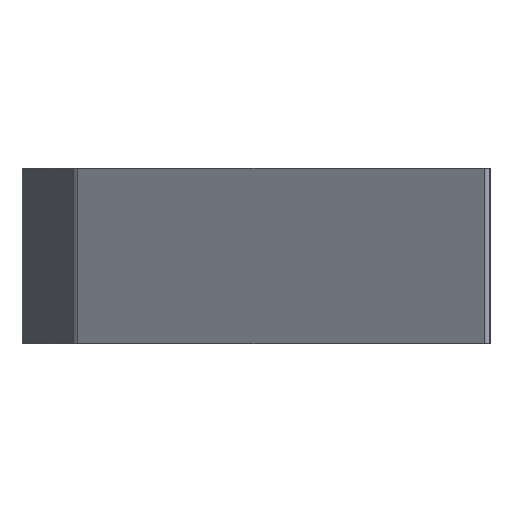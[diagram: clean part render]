
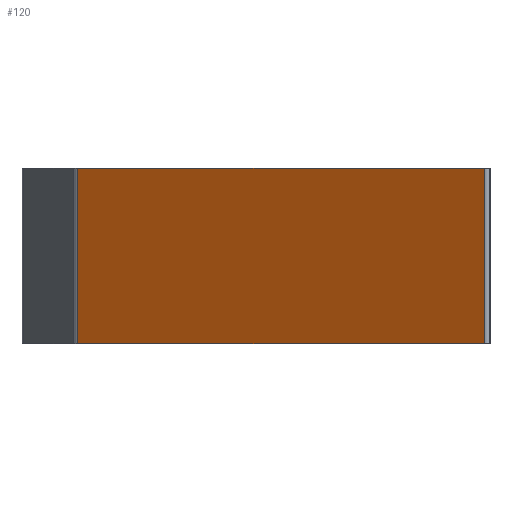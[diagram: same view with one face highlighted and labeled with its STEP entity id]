
A CAD part, front view. The second image highlights one B-rep face of the part: STEP entity #120.
In plain terms, the highlighted planar face has unit normal (-0.574, -0.819, 0).
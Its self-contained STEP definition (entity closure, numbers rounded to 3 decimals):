
#53=FACE_OUTER_BOUND('',#176,.T.);
#74=LINE('',#683,#98);
#75=LINE('',#686,#99);
#76=LINE('',#688,#100);
#77=LINE('',#690,#101);
#98=VECTOR('',#518,1.);
#99=VECTOR('',#519,1.);
#100=VECTOR('',#520,1.);
#101=VECTOR('',#521,1.);
#120=ADVANCED_FACE('',(#53),#133,.F.);
#133=PLANE('',#427);
#176=EDGE_LOOP('',(#227,#228,#229,#230));
#227=ORIENTED_EDGE('',*,*,#335,.F.);
#228=ORIENTED_EDGE('',*,*,#336,.T.);
#229=ORIENTED_EDGE('',*,*,#337,.F.);
#230=ORIENTED_EDGE('',*,*,#338,.T.);
#297=VERTEX_POINT('',#684);
#298=VERTEX_POINT('',#685);
#299=VERTEX_POINT('',#687);
#300=VERTEX_POINT('',#689);
#335=EDGE_CURVE('',#297,#298,#74,.T.);
#336=EDGE_CURVE('',#297,#299,#75,.T.);
#337=EDGE_CURVE('',#300,#299,#76,.T.);
#338=EDGE_CURVE('',#300,#298,#77,.T.);
#427=AXIS2_PLACEMENT_3D('',#691,#522,#523);
#518=DIRECTION('',(0.,0.,1.));
#519=DIRECTION('',(0.819,-0.574,0.));
#520=DIRECTION('',(0.,0.,-1.));
#521=DIRECTION('',(-0.819,0.574,0.));
#522=DIRECTION('',(0.574,0.819,0.));
#523=DIRECTION('',(0.,0.,1.));
#683=CARTESIAN_POINT('',(-4.835,-4.366,-4.64));
#684=CARTESIAN_POINT('',(-4.835,-4.366,-4.76));
#685=CARTESIAN_POINT('',(-4.835,-4.366,0.));
#686=CARTESIAN_POINT('',(-9.968,-0.772,-4.76));
#687=CARTESIAN_POINT('',(6.194,-12.089,-4.76));
#688=CARTESIAN_POINT('',(6.194,-12.089,-4.64));
#689=CARTESIAN_POINT('',(6.194,-12.089,0.));
#690=CARTESIAN_POINT('',(-9.968,-0.772,0.));
#691=CARTESIAN_POINT('',(-9.968,-0.772,-4.64));
